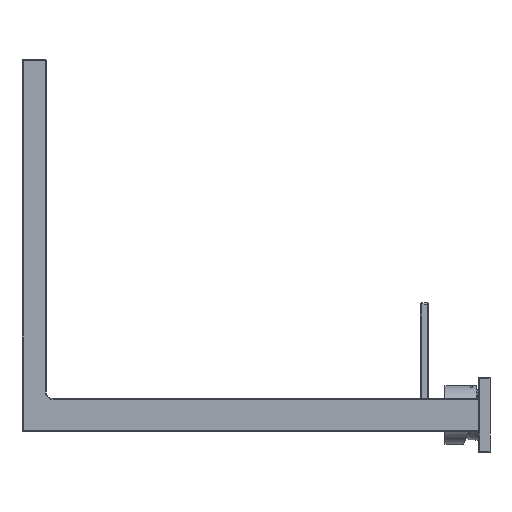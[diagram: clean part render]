
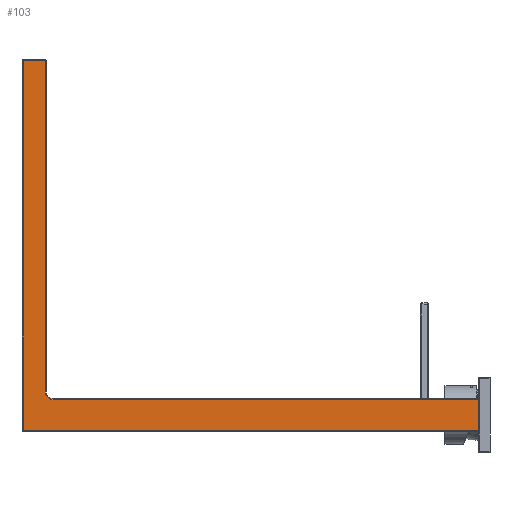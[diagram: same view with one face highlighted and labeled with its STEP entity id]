
A CAD part, left-side view. The second image highlights one B-rep face of the part: STEP entity #103.
In plain terms, the highlighted planar face has unit normal (-1, 0, 0).
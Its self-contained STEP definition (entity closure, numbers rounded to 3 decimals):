
#103 = ADVANCED_FACE ( 'NONE', ( #8261 ), #11032, .F. ) ;
#804 = DIRECTION ( 'NONE',  ( 0., 0., -1. ) ) ;
#951 = ORIENTED_EDGE ( 'NONE', *, *, #15464, .F. ) ;
#1092 = LINE ( 'NONE', #11724, #15820 ) ;
#1207 = CIRCLE ( 'NONE', #10968, 5.8 ) ;
#1393 = CARTESIAN_POINT ( 'NONE',  ( -18., 318.8, 261.2 ) ) ;
#1622 = DIRECTION ( 'NONE',  ( 0., 1., 0. ) ) ;
#1800 = CARTESIAN_POINT ( 'NONE',  ( -18., 336., -12. ) ) ;
#1825 = LINE ( 'NONE', #3134, #7116 ) ;
#1908 = ORIENTED_EDGE ( 'NONE', *, *, #5317, .T. ) ;
#2164 = CARTESIAN_POINT ( 'NONE',  ( -18., 335.2, -11.2 ) ) ;
#2441 = CARTESIAN_POINT ( 'NONE',  ( -18., 318.8, 17. ) ) ;
#2451 = VERTEX_POINT ( 'NONE', #8458 ) ;
#2686 = LINE ( 'NONE', #14601, #5645 ) ;
#3134 = CARTESIAN_POINT ( 'NONE',  ( -18., 0., -11.2 ) ) ;
#3549 = VERTEX_POINT ( 'NONE', #2164 ) ;
#3855 = DIRECTION ( 'NONE',  ( 0., 0., 1. ) ) ;
#4102 = EDGE_CURVE ( 'NONE', #11150, #2451, #1092, .T. ) ;
#4433 = EDGE_CURVE ( 'NONE', #5083, #8249, #1207, .T. ) ;
#4705 = EDGE_LOOP ( 'NONE', ( #13983, #951, #16999, #15861, #1908, #10236, #8658 ) ) ;
#5083 = VERTEX_POINT ( 'NONE', #9605 ) ;
#5317 = EDGE_CURVE ( 'NONE', #8249, #11150, #7868, .T. ) ;
#5420 = AXIS2_PLACEMENT_3D ( 'NONE', #1800, #9643, #1622 ) ;
#5645 = VECTOR ( 'NONE', #8001, 1000. ) ;
#6307 = CARTESIAN_POINT ( 'NONE',  ( -18., 313., 17. ) ) ;
#6465 = CARTESIAN_POINT ( 'NONE',  ( -18., 318.8, 262. ) ) ;
#7116 = VECTOR ( 'NONE', #7139, 1000. ) ;
#7139 = DIRECTION ( 'NONE',  ( 0., -1., 0. ) ) ;
#7868 = LINE ( 'NONE', #6465, #11364 ) ;
#8001 = DIRECTION ( 'NONE',  ( 0., 1., 0. ) ) ;
#8249 = VERTEX_POINT ( 'NONE', #2441 ) ;
#8261 = FACE_OUTER_BOUND ( 'NONE', #4705, .T. ) ;
#8458 = CARTESIAN_POINT ( 'NONE',  ( -18., 335.2, 261.2 ) ) ;
#8658 = ORIENTED_EDGE ( 'NONE', *, *, #11468, .T. ) ;
#9605 = CARTESIAN_POINT ( 'NONE',  ( -18., 313., 11.2 ) ) ;
#9643 = DIRECTION ( 'NONE',  ( 1., 0., 0. ) ) ;
#9817 = EDGE_CURVE ( 'NONE', #14552, #5083, #2686, .T. ) ;
#10236 = ORIENTED_EDGE ( 'NONE', *, *, #4102, .T. ) ;
#10317 = DIRECTION ( 'NONE',  ( 0., 1., 0. ) ) ;
#10968 = AXIS2_PLACEMENT_3D ( 'NONE', #6307, #13087, #10317 ) ;
#11032 = PLANE ( 'NONE',  #5420 ) ;
#11065 = CARTESIAN_POINT ( 'NONE',  ( -18., -2., -11.2 ) ) ;
#11150 = VERTEX_POINT ( 'NONE', #1393 ) ;
#11364 = VECTOR ( 'NONE', #3855, 1000. ) ;
#11468 = EDGE_CURVE ( 'NONE', #2451, #3549, #12935, .T. ) ;
#11724 = CARTESIAN_POINT ( 'NONE',  ( -18., 336., 261.2 ) ) ;
#12352 = EDGE_CURVE ( 'NONE', #3549, #16983, #1825, .T. ) ;
#12853 = DIRECTION ( 'NONE',  ( 0., 1., 0. ) ) ;
#12935 = LINE ( 'NONE', #17194, #15979 ) ;
#13087 = DIRECTION ( 'NONE',  ( 1., 0., 0. ) ) ;
#13832 = CARTESIAN_POINT ( 'NONE',  ( -18., -2., 11.2 ) ) ;
#13983 = ORIENTED_EDGE ( 'NONE', *, *, #12352, .T. ) ;
#14299 = CARTESIAN_POINT ( 'NONE',  ( -18., -2., -11.2 ) ) ;
#14375 = LINE ( 'NONE', #14299, #15039 ) ;
#14552 = VERTEX_POINT ( 'NONE', #13832 ) ;
#14587 = DIRECTION ( 'NONE',  ( 0., 0., -1. ) ) ;
#14601 = CARTESIAN_POINT ( 'NONE',  ( -18., 313., 11.2 ) ) ;
#15039 = VECTOR ( 'NONE', #804, 1000. ) ;
#15464 = EDGE_CURVE ( 'NONE', #14552, #16983, #14375, .T. ) ;
#15820 = VECTOR ( 'NONE', #12853, 1000. ) ;
#15861 = ORIENTED_EDGE ( 'NONE', *, *, #4433, .T. ) ;
#15979 = VECTOR ( 'NONE', #14587, 1000. ) ;
#16983 = VERTEX_POINT ( 'NONE', #11065 ) ;
#16999 = ORIENTED_EDGE ( 'NONE', *, *, #9817, .T. ) ;
#17194 = CARTESIAN_POINT ( 'NONE',  ( -18., 335.2, -12. ) ) ;
